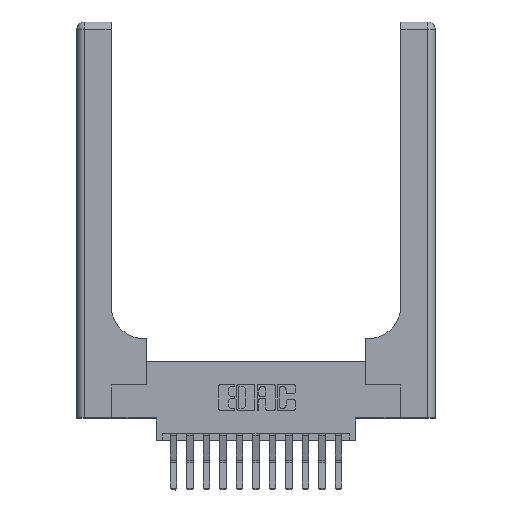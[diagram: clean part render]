
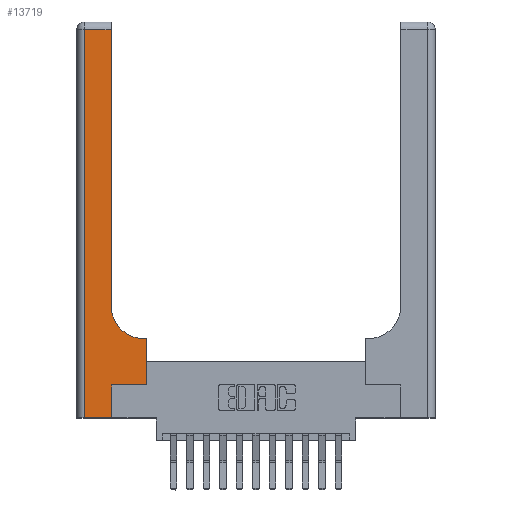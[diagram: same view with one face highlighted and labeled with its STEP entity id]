
A CAD part, top view. The second image highlights one B-rep face of the part: STEP entity #13719.
In plain terms, the highlighted planar face has unit normal (0, 0, 1).
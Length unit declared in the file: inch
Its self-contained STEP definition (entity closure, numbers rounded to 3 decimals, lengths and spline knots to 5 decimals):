
#8 = VERTEX_POINT ( 'NONE', #5068 ) ;
#163 = CARTESIAN_POINT ( 'NONE',  ( 0.26, 3., 0.37 ) ) ;
#522 = VERTEX_POINT ( 'NONE', #16251 ) ;
#824 = CARTESIAN_POINT ( 'NONE',  ( 0.26, 0.6, 0.37 ) ) ;
#937 = VERTEX_POINT ( 'NONE', #15488 ) ;
#1082 = DIRECTION ( 'NONE',  ( 1., 0., 0. ) ) ;
#1667 = EDGE_CURVE ( 'NONE', #5170, #11880, #9608, .T. ) ;
#1755 = ORIENTED_EDGE ( 'NONE', *, *, #15543, .T. ) ;
#2169 = EDGE_CURVE ( 'NONE', #522, #13289, #6574, .T. ) ;
#2364 = VECTOR ( 'NONE', #8131, 39.37008 ) ;
#2594 = VECTOR ( 'NONE', #4764, 39.37008 ) ;
#3257 = DIRECTION ( 'NONE',  ( 0., 0., -1. ) ) ;
#3523 = VECTOR ( 'NONE', #4857, 39.37008 ) ;
#3667 = EDGE_CURVE ( 'NONE', #5793, #15267, #9750, .T. ) ;
#3919 = EDGE_LOOP ( 'NONE', ( #9217, #9920, #9965, #11195, #11303, #11338, #13168, #8477, #1755 ) ) ;
#4457 = CARTESIAN_POINT ( 'NONE',  ( 0.528, 0.25, 0.37 ) ) ;
#4747 = CARTESIAN_POINT ( 'NONE',  ( 0.528, 0.6, 0.37 ) ) ;
#4764 = DIRECTION ( 'NONE',  ( -1., 0., 0. ) ) ;
#4857 = DIRECTION ( 'NONE',  ( 0., 1., 0. ) ) ;
#5068 = CARTESIAN_POINT ( 'NONE',  ( 0.51, 0.6, 0.37 ) ) ;
#5098 = LINE ( 'NONE', #14507, #2364 ) ;
#5170 = VERTEX_POINT ( 'NONE', #14011 ) ;
#5492 = CARTESIAN_POINT ( 'NONE',  ( 0.06, 0., 0.37 ) ) ;
#5591 = LINE ( 'NONE', #824, #8603 ) ;
#5793 = VERTEX_POINT ( 'NONE', #8874 ) ;
#5934 = DIRECTION ( 'NONE',  ( 0., 0., -1. ) ) ;
#6183 = VECTOR ( 'NONE', #14242, 39.37008 ) ;
#6574 = LINE ( 'NONE', #16705, #6183 ) ;
#7239 = DIRECTION ( 'NONE',  ( 0., -1., 0. ) ) ;
#7375 = VECTOR ( 'NONE', #1082, 39.37008 ) ;
#7557 = EDGE_CURVE ( 'NONE', #13289, #13450, #13813, .T. ) ;
#8055 = DIRECTION ( 'NONE',  ( 0., 1., 0. ) ) ;
#8131 = DIRECTION ( 'NONE',  ( 0., 1., 0. ) ) ;
#8325 = CARTESIAN_POINT ( 'NONE',  ( 0.06, 3., 0.37 ) ) ;
#8423 = EDGE_CURVE ( 'NONE', #13450, #8, #5591, .T. ) ;
#8477 = ORIENTED_EDGE ( 'NONE', *, *, #8423, .T. ) ;
#8603 = VECTOR ( 'NONE', #13794, 39.37008 ) ;
#8815 = AXIS2_PLACEMENT_3D ( 'NONE', #13588, #5934, #14896 ) ;
#8874 = CARTESIAN_POINT ( 'NONE',  ( 0.26, 0.85, 0.37 ) ) ;
#9196 = VECTOR ( 'NONE', #7239, 39.37008 ) ;
#9217 = ORIENTED_EDGE ( 'NONE', *, *, #3667, .T. ) ;
#9608 = LINE ( 'NONE', #8325, #9196 ) ;
#9750 = LINE ( 'NONE', #163, #13125 ) ;
#9920 = ORIENTED_EDGE ( 'NONE', *, *, #12795, .T. ) ;
#9965 = ORIENTED_EDGE ( 'NONE', *, *, #1667, .T. ) ;
#10249 = CARTESIAN_POINT ( 'NONE',  ( 0., 0., 0.37 ) ) ;
#11020 = CARTESIAN_POINT ( 'NONE',  ( 0., 3., 0.37 ) ) ;
#11195 = ORIENTED_EDGE ( 'NONE', *, *, #11737, .T. ) ;
#11303 = ORIENTED_EDGE ( 'NONE', *, *, #13587, .T. ) ;
#11338 = ORIENTED_EDGE ( 'NONE', *, *, #2169, .T. ) ;
#11737 = EDGE_CURVE ( 'NONE', #11880, #937, #14169, .T. ) ;
#11796 = CARTESIAN_POINT ( 'NONE',  ( 0.26, 2.94, 0.37 ) ) ;
#11880 = VERTEX_POINT ( 'NONE', #5492 ) ;
#12289 = DIRECTION ( 'NONE',  ( -1., 0., 0. ) ) ;
#12795 = EDGE_CURVE ( 'NONE', #15267, #5170, #12915, .T. ) ;
#12915 = LINE ( 'NONE', #15030, #2594 ) ;
#13125 = VECTOR ( 'NONE', #8055, 39.37008 ) ;
#13168 = ORIENTED_EDGE ( 'NONE', *, *, #7557, .T. ) ;
#13289 = VERTEX_POINT ( 'NONE', #4457 ) ;
#13450 = VERTEX_POINT ( 'NONE', #4747 ) ;
#13587 = EDGE_CURVE ( 'NONE', #937, #522, #5098, .T. ) ;
#13588 = CARTESIAN_POINT ( 'NONE',  ( 0.51, 0.85, 0.37 ) ) ;
#13719 = ADVANCED_FACE ( 'NONE', ( #16683 ), #16122, .F. ) ;
#13794 = DIRECTION ( 'NONE',  ( -1., 0., 0. ) ) ;
#13813 = LINE ( 'NONE', #15115, #3523 ) ;
#14011 = CARTESIAN_POINT ( 'NONE',  ( 0.06, 2.94, 0.37 ) ) ;
#14169 = LINE ( 'NONE', #10249, #7375 ) ;
#14242 = DIRECTION ( 'NONE',  ( 1., 0., 0. ) ) ;
#14507 = CARTESIAN_POINT ( 'NONE',  ( 0.265, 0., 0.37 ) ) ;
#14896 = DIRECTION ( 'NONE',  ( 1., 0., 0. ) ) ;
#14995 = AXIS2_PLACEMENT_3D ( 'NONE', #11020, #3257, #12289 ) ;
#15030 = CARTESIAN_POINT ( 'NONE',  ( 0., 2.94, 0.37 ) ) ;
#15115 = CARTESIAN_POINT ( 'NONE',  ( 0.528, 0.25, 0.37 ) ) ;
#15267 = VERTEX_POINT ( 'NONE', #11796 ) ;
#15472 = CIRCLE ( 'NONE', #8815, 0.25 ) ;
#15488 = CARTESIAN_POINT ( 'NONE',  ( 0.265, 0., 0.37 ) ) ;
#15543 = EDGE_CURVE ( 'NONE', #8, #5793, #15472, .T. ) ;
#16122 = PLANE ( 'NONE',  #14995 ) ;
#16251 = CARTESIAN_POINT ( 'NONE',  ( 0.265, 0.25, 0.37 ) ) ;
#16683 = FACE_OUTER_BOUND ( 'NONE', #3919, .T. ) ;
#16705 = CARTESIAN_POINT ( 'NONE',  ( 0.265, 0.25, 0.37 ) ) ;
